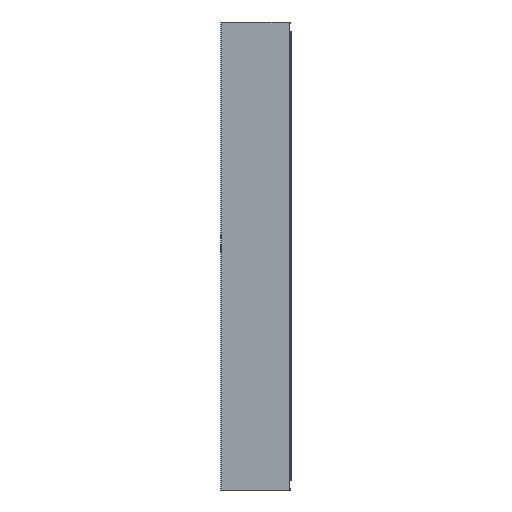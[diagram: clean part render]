
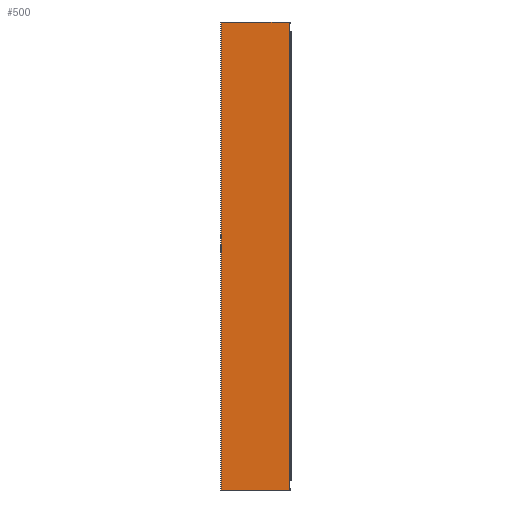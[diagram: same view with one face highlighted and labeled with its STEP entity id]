
A CAD part, front view. The second image highlights one B-rep face of the part: STEP entity #500.
In plain terms, the highlighted planar face has unit normal (0, -1, 0).
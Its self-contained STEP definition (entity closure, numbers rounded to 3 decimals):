
#500=ADVANCED_FACE('',(#1018),#1019,.T.);
#1018=FACE_OUTER_BOUND('',#1571,.T.);
#1019=PLANE('',#1572);
#1571=EDGE_LOOP('',(#3496,#3497,#3498,#3499,#3500,#3501,#3502,#3503));
#1572=AXIS2_PLACEMENT_3D('',#3504,#3505,#3506);
#3496=ORIENTED_EDGE('',*,*,#5324,.F.);
#3497=ORIENTED_EDGE('',*,*,#5322,.F.);
#3498=ORIENTED_EDGE('',*,*,#5728,.F.);
#3499=ORIENTED_EDGE('',*,*,#5730,.T.);
#3500=ORIENTED_EDGE('',*,*,#5731,.F.);
#3501=ORIENTED_EDGE('',*,*,#5732,.F.);
#3502=ORIENTED_EDGE('',*,*,#5706,.T.);
#3503=ORIENTED_EDGE('',*,*,#5311,.T.);
#3504=CARTESIAN_POINT('',(-4.51,-15.663,323.0));
#3505=DIRECTION('',(0.,-1.0,0.));
#3506=DIRECTION('',(1.0,0.,0.));
#5311=EDGE_CURVE('',#7510,#7508,#7511,.T.);
#5322=EDGE_CURVE('',#7526,#7519,#7528,.T.);
#5324=EDGE_CURVE('',#7519,#7508,#7530,.T.);
#5706=EDGE_CURVE('',#8096,#7510,#8097,.T.);
#5728=EDGE_CURVE('',#8124,#7526,#8126,.T.);
#5730=EDGE_CURVE('',#8124,#8128,#8129,.T.);
#5731=EDGE_CURVE('',#8130,#8128,#8131,.T.);
#5732=EDGE_CURVE('',#8096,#8130,#8132,.T.);
#7508=VERTEX_POINT('',#12955);
#7510=VERTEX_POINT('',#12957);
#7511=LINE('',#12958,#12959);
#7519=VERTEX_POINT('',#12969);
#7526=VERTEX_POINT('',#12978);
#7528=LINE('',#12980,#12981);
#7530=LINE('',#12983,#12984);
#8096=VERTEX_POINT('',#13776);
#8097=LINE('',#13777,#13778);
#8124=VERTEX_POINT('',#13814);
#8126=LINE('',#13816,#13817);
#8128=VERTEX_POINT('',#13819);
#8129=LINE('',#13820,#13821);
#8130=VERTEX_POINT('',#13822);
#8131=LINE('',#13823,#13824);
#8132=LINE('',#13825,#13826);
#12955=CARTESIAN_POINT('',(-179.,-15.663,324.));
#12957=CARTESIAN_POINT('',(-2.15,-15.663,324.));
#12958=CARTESIAN_POINT('',(-2.15,-15.663,324.));
#12959=VECTOR('',#15993,1000.0);
#12969=CARTESIAN_POINT('',(-179.,-15.663,-876.0));
#12978=CARTESIAN_POINT('',(-2.15,-15.663,-876.0));
#12980=CARTESIAN_POINT('',(-2.15,-15.663,-876.0));
#12981=VECTOR('',#16013,1000.0);
#12983=CARTESIAN_POINT('',(-179.,-15.663,323.));
#12984=VECTOR('',#16014,1000.0);
#13776=CARTESIAN_POINT('',(-2.15,-15.663,323.));
#13777=CARTESIAN_POINT('',(-2.15,-15.663,323.));
#13778=VECTOR('',#16442,1000.0);
#13814=CARTESIAN_POINT('',(-2.15,-15.663,-875.0));
#13816=CARTESIAN_POINT('',(-2.15,-15.663,-875.0));
#13817=VECTOR('',#16467,1000.0);
#13819=CARTESIAN_POINT('',(-4.51,-15.663,-875.0));
#13820=CARTESIAN_POINT('',(-2.15,-15.663,-875.0));
#13821=VECTOR('',#16468,1000.0);
#13822=CARTESIAN_POINT('',(-4.51,-15.663,323.0));
#13823=CARTESIAN_POINT('',(-4.51,-15.663,323.0));
#13824=VECTOR('',#16469,1000.0);
#13825=CARTESIAN_POINT('',(-2.15,-15.663,323.));
#13826=VECTOR('',#16470,1000.0);
#15993=DIRECTION('',(-1.0,0.,0.));
#16013=DIRECTION('',(-1.0,0.,0.));
#16014=DIRECTION('',(0.,0.,1.0));
#16442=DIRECTION('',(0.,0.,1.0));
#16467=DIRECTION('',(0.,0.,-1.0));
#16468=DIRECTION('',(-1.0,0.,0.));
#16469=DIRECTION('',(0.,0.,-1.0));
#16470=DIRECTION('',(-1.0,0.,0.));
